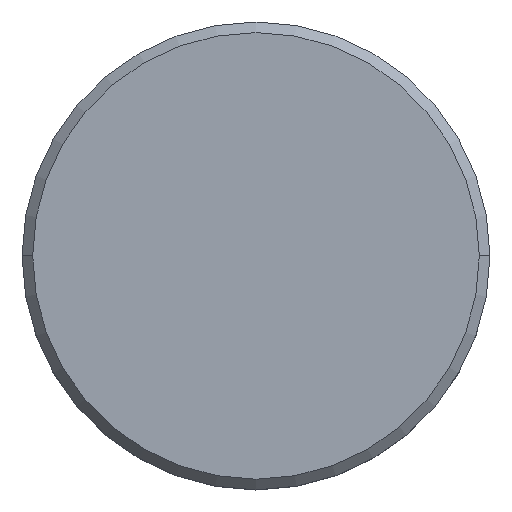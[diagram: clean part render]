
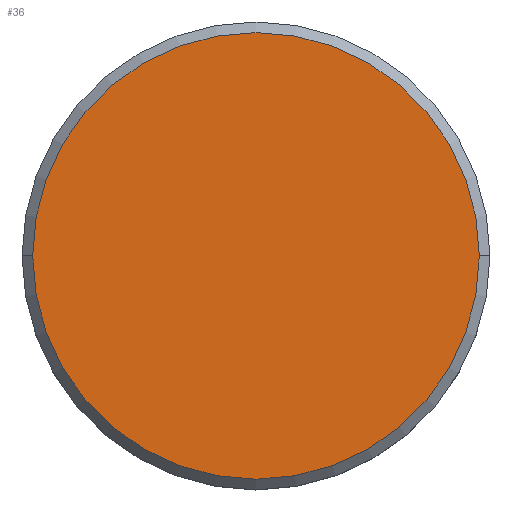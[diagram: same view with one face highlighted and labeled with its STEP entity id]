
A CAD part, top view. The second image highlights one B-rep face of the part: STEP entity #36.
In plain terms, the highlighted planar face has unit normal (0, 0, 1).
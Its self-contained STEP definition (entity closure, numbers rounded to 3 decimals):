
#17 = DIRECTION ( 'NONE',  ( 0., 0., 1. ) ) ;
#36 = ADVANCED_FACE ( 'NONE', ( #854 ), #124, .T. ) ;
#107 = CARTESIAN_POINT ( 'NONE',  ( 0., 0., 0. ) ) ;
#124 = PLANE ( 'NONE',  #1069 ) ;
#126 = ORIENTED_EDGE ( 'NONE', *, *, #250, .T. ) ;
#233 = CIRCLE ( 'NONE', #839, 10.5 ) ;
#236 = EDGE_CURVE ( 'NONE', #373, #762, #739, .T. ) ;
#250 = EDGE_CURVE ( 'NONE', #762, #373, #233, .T. ) ;
#373 = VERTEX_POINT ( 'NONE', #1026 ) ;
#452 = DIRECTION ( 'NONE',  ( 0., 0., 1. ) ) ;
#473 = DIRECTION ( 'NONE',  ( 0., 0., 1. ) ) ;
#478 = DIRECTION ( 'NONE',  ( 1., 0., 0. ) ) ;
#620 = EDGE_LOOP ( 'NONE', ( #126, #1127 ) ) ;
#647 = CARTESIAN_POINT ( 'NONE',  ( 0., 0., 0. ) ) ;
#682 = AXIS2_PLACEMENT_3D ( 'NONE', #1183, #17, #1005 ) ;
#739 = CIRCLE ( 'NONE', #682, 10.5 ) ;
#762 = VERTEX_POINT ( 'NONE', #974 ) ;
#839 = AXIS2_PLACEMENT_3D ( 'NONE', #107, #452, #1110 ) ;
#854 = FACE_OUTER_BOUND ( 'NONE', #620, .T. ) ;
#974 = CARTESIAN_POINT ( 'NONE',  ( -10.5, 0., 0. ) ) ;
#1005 = DIRECTION ( 'NONE',  ( 1., 0., 0. ) ) ;
#1026 = CARTESIAN_POINT ( 'NONE',  ( 10.5, 0., 0. ) ) ;
#1069 = AXIS2_PLACEMENT_3D ( 'NONE', #647, #473, #478 ) ;
#1110 = DIRECTION ( 'NONE',  ( 1., 0., 0. ) ) ;
#1127 = ORIENTED_EDGE ( 'NONE', *, *, #236, .T. ) ;
#1183 = CARTESIAN_POINT ( 'NONE',  ( 0., 0., 0. ) ) ;
